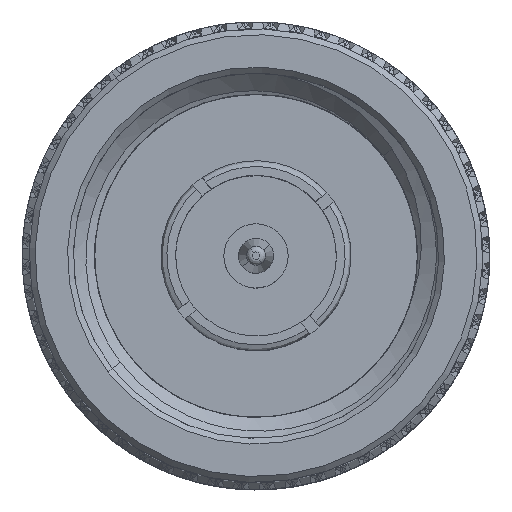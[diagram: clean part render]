
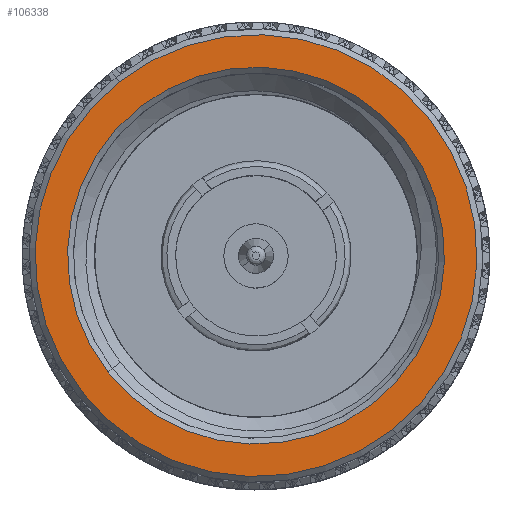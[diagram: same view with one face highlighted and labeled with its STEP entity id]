
A CAD part, top view. The second image highlights one B-rep face of the part: STEP entity #106338.
In plain terms, the highlighted face is planar.
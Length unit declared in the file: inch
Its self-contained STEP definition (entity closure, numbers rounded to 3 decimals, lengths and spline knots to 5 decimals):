
#2197 = CARTESIAN_POINT ( 'NONE',  ( 0., 0., 0.3225 ) ) ;
#3726 = CARTESIAN_POINT ( 'NONE',  ( 0., 0., -0.3225 ) ) ;
#4097 = CIRCLE ( 'NONE', #56894, 0.37809 ) ;
#5003 = DIRECTION ( 'NONE',  ( -1., 0., 0. ) ) ;
#8088 = CARTESIAN_POINT ( 'NONE',  ( 0., 0., 0. ) ) ;
#9068 = ORIENTED_EDGE ( 'NONE', *, *, #97318, .T. ) ;
#9550 = AXIS2_PLACEMENT_3D ( 'NONE', #76584, #91452, #66343 ) ;
#9602 = EDGE_LOOP ( 'NONE', ( #69393, #104856 ) ) ;
#14084 = VERTEX_POINT ( 'NONE', #104403 ) ;
#17311 = VERTEX_POINT ( 'NONE', #3726 ) ;
#22430 = CARTESIAN_POINT ( 'NONE',  ( 0., 0., 0. ) ) ;
#23004 = DIRECTION ( 'NONE',  ( -1., 0., 0. ) ) ;
#23227 = CARTESIAN_POINT ( 'NONE',  ( 0., 0.38809, 0. ) ) ;
#28095 = ORIENTED_EDGE ( 'NONE', *, *, #65534, .T. ) ;
#33661 = VERTEX_POINT ( 'NONE', #72822 ) ;
#34778 = EDGE_CURVE ( 'NONE', #17311, #92774, #105392, .T. ) ;
#41751 = AXIS2_PLACEMENT_3D ( 'NONE', #98367, #89815, #55083 ) ;
#42039 = AXIS2_PLACEMENT_3D ( 'NONE', #8088, #42858, #59372 ) ;
#42858 = DIRECTION ( 'NONE',  ( -1., 0., 0. ) ) ;
#50003 = PLANE ( 'NONE',  #111534 ) ;
#55083 = DIRECTION ( 'NONE',  ( 0., -1., 0. ) ) ;
#56894 = AXIS2_PLACEMENT_3D ( 'NONE', #22430, #23004, #83963 ) ;
#58550 = DIRECTION ( 'NONE',  ( 0., 1., 0. ) ) ;
#58707 = CIRCLE ( 'NONE', #9550, 0.3225 ) ;
#59372 = DIRECTION ( 'NONE',  ( 0., -1., 0. ) ) ;
#65534 = EDGE_CURVE ( 'NONE', #33661, #14084, #4097, .T. ) ;
#66343 = DIRECTION ( 'NONE',  ( 0., -1., 0. ) ) ;
#69393 = ORIENTED_EDGE ( 'NONE', *, *, #103737, .T. ) ;
#72822 = CARTESIAN_POINT ( 'NONE',  ( 0., -0.37809, 0. ) ) ;
#76584 = CARTESIAN_POINT ( 'NONE',  ( 0., 0., 0. ) ) ;
#83056 = FACE_OUTER_BOUND ( 'NONE', #107150, .T. ) ;
#83963 = DIRECTION ( 'NONE',  ( 0., -1., 0. ) ) ;
#89815 = DIRECTION ( 'NONE',  ( 1., 0., 0. ) ) ;
#91452 = DIRECTION ( 'NONE',  ( 1., 0., 0. ) ) ;
#92774 = VERTEX_POINT ( 'NONE', #2197 ) ;
#97318 = EDGE_CURVE ( 'NONE', #14084, #33661, #111126, .T. ) ;
#98367 = CARTESIAN_POINT ( 'NONE',  ( 0., 0., 0. ) ) ;
#101279 = FACE_BOUND ( 'NONE', #9602, .T. ) ;
#103737 = EDGE_CURVE ( 'NONE', #92774, #17311, #58707, .T. ) ;
#104403 = CARTESIAN_POINT ( 'NONE',  ( 0., 0.37809, 0. ) ) ;
#104856 = ORIENTED_EDGE ( 'NONE', *, *, #34778, .T. ) ;
#105392 = CIRCLE ( 'NONE', #41751, 0.3225 ) ;
#106338 = ADVANCED_FACE ( 'NONE', ( #101279, #83056 ), #50003, .T. ) ;
#107150 = EDGE_LOOP ( 'NONE', ( #9068, #28095 ) ) ;
#111126 = CIRCLE ( 'NONE', #42039, 0.37809 ) ;
#111534 = AXIS2_PLACEMENT_3D ( 'NONE', #23227, #5003, #58550 ) ;
